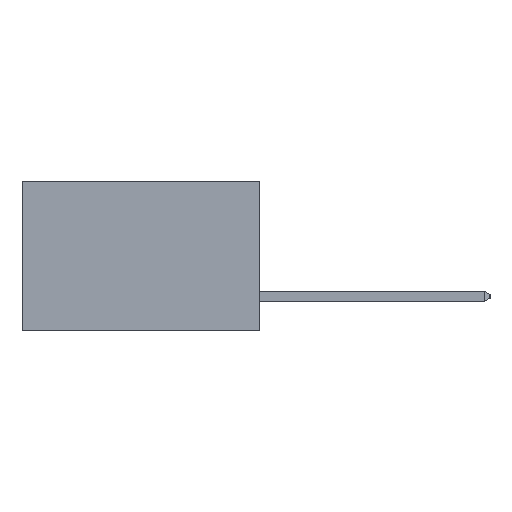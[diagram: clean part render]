
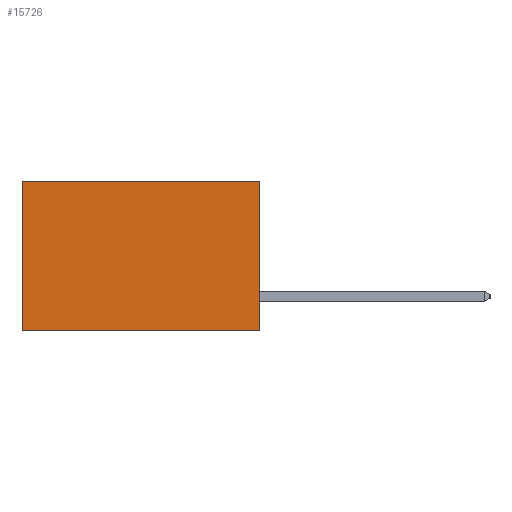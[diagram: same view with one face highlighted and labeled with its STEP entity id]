
A CAD part, left-side view. The second image highlights one B-rep face of the part: STEP entity #15726.
In plain terms, the highlighted planar face has unit normal (-1, 0, 0).
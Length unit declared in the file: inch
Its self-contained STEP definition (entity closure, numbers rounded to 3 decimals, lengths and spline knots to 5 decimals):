
#18 = CARTESIAN_POINT ( 'NONE',  ( 0.277, 0.59, -0.37 ) ) ;
#728 = CARTESIAN_POINT ( 'NONE',  ( 0.277, 0.59, 0. ) ) ;
#1895 = VECTOR ( 'NONE', #3512, 39.37008 ) ;
#2625 = EDGE_CURVE ( 'NONE', #11994, #11140, #14569, .T. ) ;
#2733 = EDGE_CURVE ( 'NONE', #16728, #11994, #17197, .T. ) ;
#3512 = DIRECTION ( 'NONE',  ( 0., 1., 0. ) ) ;
#3560 = CARTESIAN_POINT ( 'NONE',  ( 0.277, 0., 0. ) ) ;
#4548 = DIRECTION ( 'NONE',  ( 1., 0., 0. ) ) ;
#5749 = LINE ( 'NONE', #3560, #1895 ) ;
#5756 = EDGE_CURVE ( 'NONE', #16728, #13823, #5749, .T. ) ;
#5757 = ORIENTED_EDGE ( 'NONE', *, *, #5756, .T. ) ;
#6337 = FACE_OUTER_BOUND ( 'NONE', #10263, .T. ) ;
#7794 = CARTESIAN_POINT ( 'NONE',  ( 0.277, 0., -0.37 ) ) ;
#7860 = LINE ( 'NONE', #18, #11401 ) ;
#7896 = AXIS2_PLACEMENT_3D ( 'NONE', #12818, #4548, #14184 ) ;
#9044 = ORIENTED_EDGE ( 'NONE', *, *, #2625, .F. ) ;
#9316 = VECTOR ( 'NONE', #15110, 39.37008 ) ;
#10167 = DIRECTION ( 'NONE',  ( 0., 0., -1. ) ) ;
#10263 = EDGE_LOOP ( 'NONE', ( #11011, #9044, #11899, #5757 ) ) ;
#10564 = CARTESIAN_POINT ( 'NONE',  ( 0.277, 0., 0. ) ) ;
#10943 = VECTOR ( 'NONE', #12765, 39.37008 ) ;
#11011 = ORIENTED_EDGE ( 'NONE', *, *, #16453, .T. ) ;
#11140 = VERTEX_POINT ( 'NONE', #15156 ) ;
#11401 = VECTOR ( 'NONE', #10167, 39.37008 ) ;
#11899 = ORIENTED_EDGE ( 'NONE', *, *, #2733, .F. ) ;
#11994 = VERTEX_POINT ( 'NONE', #7794 ) ;
#12765 = DIRECTION ( 'NONE',  ( 0., 1., 0. ) ) ;
#12818 = CARTESIAN_POINT ( 'NONE',  ( 0.277, 0., -0.37 ) ) ;
#13823 = VERTEX_POINT ( 'NONE', #728 ) ;
#14184 = DIRECTION ( 'NONE',  ( 0., 0., -1. ) ) ;
#14569 = LINE ( 'NONE', #15358, #10943 ) ;
#14866 = CARTESIAN_POINT ( 'NONE',  ( 0.277, 0., -0.37 ) ) ;
#15110 = DIRECTION ( 'NONE',  ( 0., 0., -1. ) ) ;
#15156 = CARTESIAN_POINT ( 'NONE',  ( 0.277, 0.59, -0.37 ) ) ;
#15358 = CARTESIAN_POINT ( 'NONE',  ( 0.277, 0., -0.37 ) ) ;
#15726 = ADVANCED_FACE ( 'NONE', ( #6337 ), #16767, .F. ) ;
#16453 = EDGE_CURVE ( 'NONE', #13823, #11140, #7860, .T. ) ;
#16728 = VERTEX_POINT ( 'NONE', #10564 ) ;
#16767 = PLANE ( 'NONE',  #7896 ) ;
#17197 = LINE ( 'NONE', #14866, #9316 ) ;
